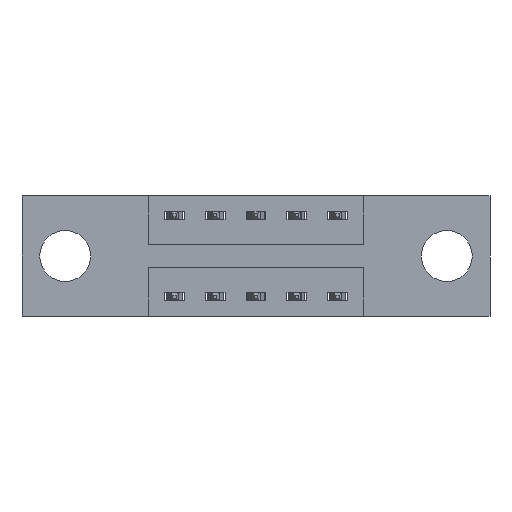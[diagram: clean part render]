
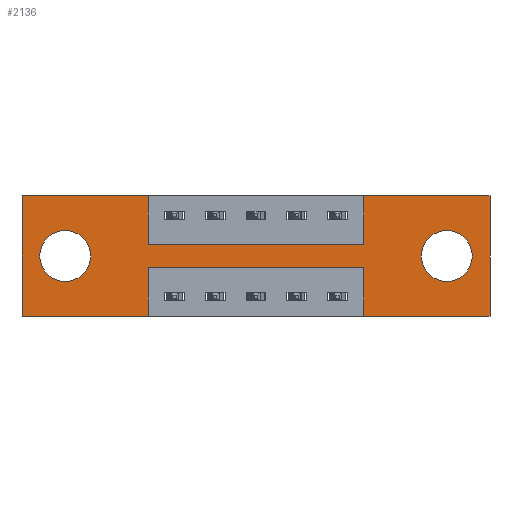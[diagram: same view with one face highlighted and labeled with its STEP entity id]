
A CAD part, front view. The second image highlights one B-rep face of the part: STEP entity #2136.
In plain terms, the highlighted planar face has unit normal (0, -1, 0).
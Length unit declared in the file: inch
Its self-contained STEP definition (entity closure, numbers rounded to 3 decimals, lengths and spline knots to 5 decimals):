
#1 = DIRECTION ( 'NONE',  ( 1., 0., 0. ) ) ;
#62 = DIRECTION ( 'NONE',  ( 0., 1., 0. ) ) ;
#145 = EDGE_LOOP ( 'NONE', ( #4126, #6667, #6796, #5033, #7852, #3487, #7992, #2048, #5392, #5648, #1810, #978 ) ) ;
#256 = EDGE_CURVE ( 'NONE', #7479, #5164, #3736, .T. ) ;
#452 = VERTEX_POINT ( 'NONE', #3634 ) ;
#578 = DIRECTION ( 'NONE',  ( -1., 0., 0. ) ) ;
#613 = CARTESIAN_POINT ( 'NONE',  ( 0.3875, 0., -0.22 ) ) ;
#681 = CARTESIAN_POINT ( 'NONE',  ( 0.3875, 0., 0. ) ) ;
#720 = DIRECTION ( 'NONE',  ( 1., 0., 0. ) ) ;
#793 = VERTEX_POINT ( 'NONE', #6417 ) ;
#837 = CARTESIAN_POINT ( 'NONE',  ( 0., 0., 0. ) ) ;
#850 = VERTEX_POINT ( 'NONE', #7507 ) ;
#888 = VECTOR ( 'NONE', #6845, 39.37008 ) ;
#895 = VECTOR ( 'NONE', #7978, 39.37008 ) ;
#978 = ORIENTED_EDGE ( 'NONE', *, *, #1986, .F. ) ;
#1115 = EDGE_CURVE ( 'NONE', #2711, #1815, #3615, .T. ) ;
#1379 = LINE ( 'NONE', #6701, #7342 ) ;
#1469 = EDGE_CURVE ( 'NONE', #452, #7479, #1576, .T. ) ;
#1477 = CARTESIAN_POINT ( 'NONE',  ( 1.0475, 0., 0. ) ) ;
#1511 = CIRCLE ( 'NONE', #3588, 0.078 ) ;
#1570 = VECTOR ( 'NONE', #7678, 39.37008 ) ;
#1576 = LINE ( 'NONE', #7586, #1570 ) ;
#1681 = EDGE_CURVE ( 'NONE', #3266, #2711, #8697, .T. ) ;
#1724 = EDGE_CURVE ( 'NONE', #5354, #4296, #2424, .T. ) ;
#1810 = ORIENTED_EDGE ( 'NONE', *, *, #5600, .F. ) ;
#1815 = VERTEX_POINT ( 'NONE', #7290 ) ;
#1824 = DIRECTION ( 'NONE',  ( 1., 0., 0. ) ) ;
#1892 = VERTEX_POINT ( 'NONE', #4118 ) ;
#1893 = CARTESIAN_POINT ( 'NONE',  ( 0.1325, 0., -0.185 ) ) ;
#1907 = DIRECTION ( 'NONE',  ( 0., 0., -1. ) ) ;
#1947 = FACE_BOUND ( 'NONE', #5732, .T. ) ;
#1986 = EDGE_CURVE ( 'NONE', #1815, #8485, #4732, .T. ) ;
#2048 = ORIENTED_EDGE ( 'NONE', *, *, #7500, .F. ) ;
#2060 = CARTESIAN_POINT ( 'NONE',  ( 1.3025, 0., -0.185 ) ) ;
#2084 = CARTESIAN_POINT ( 'NONE',  ( 0.1325, 0., -0.185 ) ) ;
#2136 = ADVANCED_FACE ( 'NONE', ( #1947, #3901, #5166 ), #7970, .T. ) ;
#2150 = AXIS2_PLACEMENT_3D ( 'NONE', #8645, #7934, #1907 ) ;
#2178 = ORIENTED_EDGE ( 'NONE', *, *, #4145, .T. ) ;
#2212 = EDGE_CURVE ( 'NONE', #5164, #3847, #2581, .T. ) ;
#2424 = CIRCLE ( 'NONE', #4909, 0.078 ) ;
#2457 = VECTOR ( 'NONE', #578, 39.37008 ) ;
#2581 = LINE ( 'NONE', #3908, #895 ) ;
#2608 = EDGE_LOOP ( 'NONE', ( #2178, #7552 ) ) ;
#2676 = DIRECTION ( 'NONE',  ( 0., 1., 0. ) ) ;
#2711 = VERTEX_POINT ( 'NONE', #613 ) ;
#2914 = ORIENTED_EDGE ( 'NONE', *, *, #7010, .T. ) ;
#3010 = EDGE_CURVE ( 'NONE', #3847, #793, #3855, .T. ) ;
#3247 = VECTOR ( 'NONE', #7352, 39.37008 ) ;
#3266 = VERTEX_POINT ( 'NONE', #5412 ) ;
#3273 = VECTOR ( 'NONE', #3865, 39.37008 ) ;
#3283 = CARTESIAN_POINT ( 'NONE',  ( 1.0475, 0., -0.37 ) ) ;
#3401 = DIRECTION ( 'NONE',  ( 0., 0., -1. ) ) ;
#3487 = ORIENTED_EDGE ( 'NONE', *, *, #256, .F. ) ;
#3588 = AXIS2_PLACEMENT_3D ( 'NONE', #2060, #2676, #3401 ) ;
#3615 = LINE ( 'NONE', #7531, #8437 ) ;
#3634 = CARTESIAN_POINT ( 'NONE',  ( 1.0475, 0., -0.15 ) ) ;
#3708 = CARTESIAN_POINT ( 'NONE',  ( 1.435, 0., 0. ) ) ;
#3736 = LINE ( 'NONE', #837, #4897 ) ;
#3847 = VERTEX_POINT ( 'NONE', #8333 ) ;
#3855 = LINE ( 'NONE', #6519, #2457 ) ;
#3865 = DIRECTION ( 'NONE',  ( 0., 0., -1. ) ) ;
#3901 = FACE_BOUND ( 'NONE', #2608, .T. ) ;
#3908 = CARTESIAN_POINT ( 'NONE',  ( 1.435, 0., 0. ) ) ;
#3947 = CIRCLE ( 'NONE', #7909, 0.078 ) ;
#3967 = CARTESIAN_POINT ( 'NONE',  ( 0., 0., 0. ) ) ;
#3972 = EDGE_CURVE ( 'NONE', #1892, #5136, #5254, .T. ) ;
#4008 = CARTESIAN_POINT ( 'NONE',  ( 0., 0., 0. ) ) ;
#4118 = CARTESIAN_POINT ( 'NONE',  ( 0.3875, 0., 0. ) ) ;
#4126 = ORIENTED_EDGE ( 'NONE', *, *, #1115, .F. ) ;
#4145 = EDGE_CURVE ( 'NONE', #850, #8656, #3947, .T. ) ;
#4263 = CARTESIAN_POINT ( 'NONE',  ( 0.3875, 0., -0.15 ) ) ;
#4296 = VERTEX_POINT ( 'NONE', #6930 ) ;
#4376 = LINE ( 'NONE', #6135, #888 ) ;
#4391 = DIRECTION ( 'NONE',  ( 0., 0., 1. ) ) ;
#4732 = LINE ( 'NONE', #4995, #7610 ) ;
#4897 = VECTOR ( 'NONE', #1824, 39.37008 ) ;
#4909 = AXIS2_PLACEMENT_3D ( 'NONE', #7204, #6617, #8597 ) ;
#4995 = CARTESIAN_POINT ( 'NONE',  ( 0., 0., -0.37 ) ) ;
#5033 = ORIENTED_EDGE ( 'NONE', *, *, #3010, .F. ) ;
#5136 = VERTEX_POINT ( 'NONE', #4263 ) ;
#5151 = DIRECTION ( 'NONE',  ( 0., 0., 1. ) ) ;
#5164 = VERTEX_POINT ( 'NONE', #3708 ) ;
#5166 = FACE_OUTER_BOUND ( 'NONE', #145, .T. ) ;
#5254 = LINE ( 'NONE', #681, #3273 ) ;
#5354 = VERTEX_POINT ( 'NONE', #7855 ) ;
#5392 = ORIENTED_EDGE ( 'NONE', *, *, #3972, .F. ) ;
#5412 = CARTESIAN_POINT ( 'NONE',  ( 1.0475, 0., -0.22 ) ) ;
#5600 = EDGE_CURVE ( 'NONE', #8485, #8337, #4376, .T. ) ;
#5648 = ORIENTED_EDGE ( 'NONE', *, *, #6276, .F. ) ;
#5732 = EDGE_LOOP ( 'NONE', ( #2914, #7596 ) ) ;
#5994 = VECTOR ( 'NONE', #4391, 39.37008 ) ;
#6001 = CARTESIAN_POINT ( 'NONE',  ( 0.3875, 0., -0.22 ) ) ;
#6106 = VECTOR ( 'NONE', #1, 39.37008 ) ;
#6135 = CARTESIAN_POINT ( 'NONE',  ( 0., 0., 0. ) ) ;
#6276 = EDGE_CURVE ( 'NONE', #8337, #1892, #6726, .T. ) ;
#6417 = CARTESIAN_POINT ( 'NONE',  ( 1.0475, 0., -0.37 ) ) ;
#6519 = CARTESIAN_POINT ( 'NONE',  ( 0., 0., -0.37 ) ) ;
#6547 = DIRECTION ( 'NONE',  ( 0., 1., 0. ) ) ;
#6617 = DIRECTION ( 'NONE',  ( 0., 1., 0. ) ) ;
#6667 = ORIENTED_EDGE ( 'NONE', *, *, #1681, .F. ) ;
#6701 = CARTESIAN_POINT ( 'NONE',  ( 0.3875, 0., -0.15 ) ) ;
#6726 = LINE ( 'NONE', #4008, #6106 ) ;
#6796 = ORIENTED_EDGE ( 'NONE', *, *, #8588, .F. ) ;
#6845 = DIRECTION ( 'NONE',  ( 0., 0., 1. ) ) ;
#6846 = DIRECTION ( 'NONE',  ( 0., 0., -1. ) ) ;
#6930 = CARTESIAN_POINT ( 'NONE',  ( 1.3025, 0., -0.107 ) ) ;
#6991 = CARTESIAN_POINT ( 'NONE',  ( 0., 0., -0.37 ) ) ;
#7010 = EDGE_CURVE ( 'NONE', #4296, #5354, #1511, .T. ) ;
#7074 = CARTESIAN_POINT ( 'NONE',  ( 0.1325, 0., -0.263 ) ) ;
#7204 = CARTESIAN_POINT ( 'NONE',  ( 1.3025, 0., -0.185 ) ) ;
#7290 = CARTESIAN_POINT ( 'NONE',  ( 0.3875, 0., -0.37 ) ) ;
#7342 = VECTOR ( 'NONE', #720, 39.37008 ) ;
#7352 = DIRECTION ( 'NONE',  ( -1., 0., 0. ) ) ;
#7479 = VERTEX_POINT ( 'NONE', #1477 ) ;
#7488 = AXIS2_PLACEMENT_3D ( 'NONE', #1893, #6547, #5151 ) ;
#7500 = EDGE_CURVE ( 'NONE', #5136, #452, #1379, .T. ) ;
#7507 = CARTESIAN_POINT ( 'NONE',  ( 0.1325, 0., -0.107 ) ) ;
#7523 = DIRECTION ( 'NONE',  ( 0., 0., 1. ) ) ;
#7531 = CARTESIAN_POINT ( 'NONE',  ( 0.3875, 0., -0.37 ) ) ;
#7552 = ORIENTED_EDGE ( 'NONE', *, *, #8169, .T. ) ;
#7586 = CARTESIAN_POINT ( 'NONE',  ( 1.0475, 0., 0. ) ) ;
#7596 = ORIENTED_EDGE ( 'NONE', *, *, #1724, .T. ) ;
#7610 = VECTOR ( 'NONE', #8510, 39.37008 ) ;
#7678 = DIRECTION ( 'NONE',  ( 0., 0., 1. ) ) ;
#7852 = ORIENTED_EDGE ( 'NONE', *, *, #2212, .F. ) ;
#7855 = CARTESIAN_POINT ( 'NONE',  ( 1.3025, 0., -0.263 ) ) ;
#7909 = AXIS2_PLACEMENT_3D ( 'NONE', #2084, #62, #7523 ) ;
#7934 = DIRECTION ( 'NONE',  ( 0., -1., 0. ) ) ;
#7970 = PLANE ( 'NONE',  #2150 ) ;
#7978 = DIRECTION ( 'NONE',  ( 0., 0., -1. ) ) ;
#7992 = ORIENTED_EDGE ( 'NONE', *, *, #1469, .F. ) ;
#8169 = EDGE_CURVE ( 'NONE', #8656, #850, #8339, .T. ) ;
#8333 = CARTESIAN_POINT ( 'NONE',  ( 1.435, 0., -0.37 ) ) ;
#8337 = VERTEX_POINT ( 'NONE', #3967 ) ;
#8339 = CIRCLE ( 'NONE', #7488, 0.078 ) ;
#8437 = VECTOR ( 'NONE', #6846, 39.37008 ) ;
#8485 = VERTEX_POINT ( 'NONE', #6991 ) ;
#8510 = DIRECTION ( 'NONE',  ( -1., 0., 0. ) ) ;
#8588 = EDGE_CURVE ( 'NONE', #793, #3266, #8659, .T. ) ;
#8597 = DIRECTION ( 'NONE',  ( 0., 0., -1. ) ) ;
#8645 = CARTESIAN_POINT ( 'NONE',  ( 0., 0., -0.37 ) ) ;
#8656 = VERTEX_POINT ( 'NONE', #7074 ) ;
#8659 = LINE ( 'NONE', #3283, #5994 ) ;
#8697 = LINE ( 'NONE', #6001, #3247 ) ;
